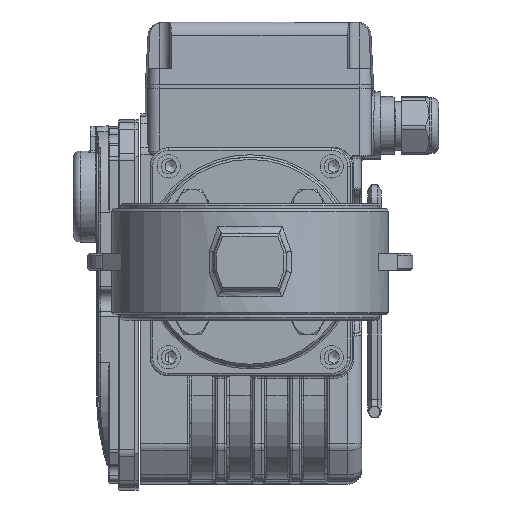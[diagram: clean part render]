
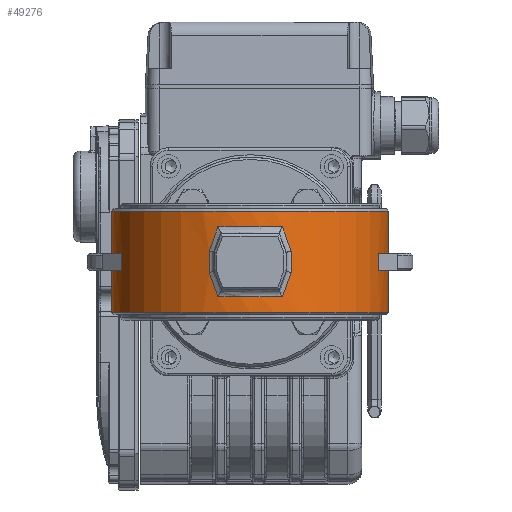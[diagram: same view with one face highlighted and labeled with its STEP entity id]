
A CAD part, front view. The second image highlights one B-rep face of the part: STEP entity #49276.
In plain terms, the highlighted cylindrical face has radius 59.5 mm (diameter 119 mm), a partial arc.
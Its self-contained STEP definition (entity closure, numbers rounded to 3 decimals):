
#868=CIRCLE('',#52308,59.5);
#871=CIRCLE('',#52320,59.5);
#873=CIRCLE('',#52326,59.5);
#874=CIRCLE('',#52329,59.5);
#886=CIRCLE('',#52353,59.5);
#897=CIRCLE('',#52390,59.5);
#898=CIRCLE('',#52392,59.5);
#899=CIRCLE('',#52394,59.5);
#3004=ELLIPSE('',#52315,176.969,59.5);
#3006=ELLIPSE('',#52322,176.969,59.5);
#3008=ELLIPSE('',#52363,176.969,59.5);
#3010=ELLIPSE('',#52377,176.969,59.5);
#3128=CYLINDRICAL_SURFACE('',#52393,59.5);
#7594=ORIENTED_EDGE('',*,*,#20832,.F.);
#7595=ORIENTED_EDGE('',*,*,#20760,.F.);
#7596=ORIENTED_EDGE('',*,*,#20743,.T.);
#7597=ORIENTED_EDGE('',*,*,#20854,.F.);
#7598=ORIENTED_EDGE('',*,*,#20771,.T.);
#7599=ORIENTED_EDGE('',*,*,#20774,.F.);
#7600=ORIENTED_EDGE('',*,*,#20767,.T.);
#7601=ORIENTED_EDGE('',*,*,#20840,.F.);
#7602=ORIENTED_EDGE('',*,*,#20823,.F.);
#7603=ORIENTED_EDGE('',*,*,#20874,.T.);
#7604=ORIENTED_EDGE('',*,*,#20882,.T.);
#7605=ORIENTED_EDGE('',*,*,#20883,.T.);
#7606=ORIENTED_EDGE('',*,*,#20884,.F.);
#7607=ORIENTED_EDGE('',*,*,#20870,.T.);
#7608=ORIENTED_EDGE('',*,*,#20878,.T.);
#7609=ORIENTED_EDGE('',*,*,#20876,.F.);
#7610=ORIENTED_EDGE('',*,*,#20785,.F.);
#7611=ORIENTED_EDGE('',*,*,#20834,.F.);
#7612=ORIENTED_EDGE('',*,*,#20778,.T.);
#7613=ORIENTED_EDGE('',*,*,#20875,.F.);
#20743=EDGE_CURVE('',#27546,#27545,#868,.T.);
#20760=EDGE_CURVE('',#27546,#27557,#3004,.T.);
#20767=EDGE_CURVE('',#27561,#27560,#871,.T.);
#20771=EDGE_CURVE('',#27565,#27564,#32141,.T.);
#20774=EDGE_CURVE('',#27561,#27564,#3006,.T.);
#20778=EDGE_CURVE('',#27570,#27568,#873,.T.);
#20785=EDGE_CURVE('',#27575,#27576,#874,.T.);
#20823=EDGE_CURVE('',#27600,#27602,#886,.T.);
#20832=EDGE_CURVE('',#27557,#27607,#32169,.T.);
#20834=EDGE_CURVE('',#27570,#27575,#32171,.T.);
#20840=EDGE_CURVE('',#27607,#27560,#3008,.T.);
#20854=EDGE_CURVE('',#27565,#27545,#3010,.T.);
#20870=EDGE_CURVE('',#27623,#27622,#32192,.T.);
#20874=EDGE_CURVE('',#27600,#27626,#32196,.T.);
#20875=EDGE_CURVE('',#27602,#27568,#32197,.T.);
#20876=EDGE_CURVE('',#27576,#27627,#32198,.T.);
#20878=EDGE_CURVE('',#27622,#27627,#897,.T.);
#20882=EDGE_CURVE('',#27626,#27630,#898,.T.);
#20883=EDGE_CURVE('',#27630,#27631,#32203,.T.);
#20884=EDGE_CURVE('',#27623,#27631,#899,.T.);
#27545=VERTEX_POINT('',#74628);
#27546=VERTEX_POINT('',#74630);
#27557=VERTEX_POINT('',#74745);
#27560=VERTEX_POINT('',#74850);
#27561=VERTEX_POINT('',#74852);
#27564=VERTEX_POINT('',#74956);
#27565=VERTEX_POINT('',#74958);
#27568=VERTEX_POINT('',#75032);
#27570=VERTEX_POINT('',#75035);
#27575=VERTEX_POINT('',#75049);
#27576=VERTEX_POINT('',#75050);
#27600=VERTEX_POINT('',#75169);
#27602=VERTEX_POINT('',#75172);
#27607=VERTEX_POINT('',#75232);
#27622=VERTEX_POINT('',#75369);
#27623=VERTEX_POINT('',#75371);
#27626=VERTEX_POINT('',#75377);
#27627=VERTEX_POINT('',#75382);
#27630=VERTEX_POINT('',#75392);
#27631=VERTEX_POINT('',#75396);
#32141=LINE('',#74957,#35983);
#32169=LINE('',#75234,#36011);
#32171=LINE('',#75237,#36013);
#32192=LINE('',#75370,#36034);
#32196=LINE('',#75378,#36038);
#32197=LINE('',#75380,#36039);
#32198=LINE('',#75381,#36040);
#32203=LINE('',#75395,#36045);
#35983=VECTOR('',#57891,1000.);
#36011=VECTOR('',#57991,1000.);
#36013=VECTOR('',#57995,1000.);
#36034=VECTOR('',#58074,1000.);
#36038=VECTOR('',#58078,1000.);
#36039=VECTOR('',#58081,1000.);
#36040=VECTOR('',#58082,1000.);
#36045=VECTOR('',#58097,1000.);
#39791=EDGE_LOOP('',(#7594,#7595,#7596,#7597,#7598,#7599,#7600,#7601));
#39792=EDGE_LOOP('',(#7602,#7603,#7604,#7605,#7606,#7607,#7608,#7609,#7610,
#7611,#7612,#7613));
#43148=FACE_BOUND('',#39791,.T.);
#43149=FACE_BOUND('',#39792,.T.);
#49276=ADVANCED_FACE('',(#43148,#43149),#3128,.T.);
#52308=AXIS2_PLACEMENT_3D('',#74629,#57850,#57851);
#52315=AXIS2_PLACEMENT_3D('',#74744,#57875,#57876);
#52320=AXIS2_PLACEMENT_3D('',#74851,#57887,#57888);
#52322=AXIS2_PLACEMENT_3D('',#75026,#57893,#57894);
#52326=AXIS2_PLACEMENT_3D('',#75034,#57902,#57903);
#52329=AXIS2_PLACEMENT_3D('',#75048,#57914,#57915);
#52353=AXIS2_PLACEMENT_3D('',#75171,#57977,#57978);
#52363=AXIS2_PLACEMENT_3D('',#75270,#58007,#58008);
#52377=AXIS2_PLACEMENT_3D('',#75323,#58045,#58046);
#52390=AXIS2_PLACEMENT_3D('',#75385,#58086,#58087);
#52392=AXIS2_PLACEMENT_3D('',#75393,#58093,#58094);
#52393=AXIS2_PLACEMENT_3D('',#75394,#58095,#58096);
#52394=AXIS2_PLACEMENT_3D('',#75397,#58098,#58099);
#57850=DIRECTION('',(0.,0.,1.));
#57851=DIRECTION('',(1.,0.,0.));
#57875=DIRECTION('',(0.942,0.,-0.336));
#57876=DIRECTION('',(-0.336,0.,-0.942));
#57887=DIRECTION('',(0.,0.,-1.));
#57888=DIRECTION('',(-1.,0.,0.));
#57891=DIRECTION('',(0.,0.,-1.));
#57893=DIRECTION('',(-0.942,0.,0.336));
#57894=DIRECTION('',(-0.336,0.,-0.942));
#57902=DIRECTION('',(0.,0.,1.));
#57903=DIRECTION('',(-1.,0.,0.));
#57914=DIRECTION('',(0.,0.,1.));
#57915=DIRECTION('',(-1.,0.,0.));
#57977=DIRECTION('',(0.,0.,1.));
#57978=DIRECTION('',(1.,0.,0.));
#57991=DIRECTION('',(0.,0.,-1.));
#57995=DIRECTION('',(0.,0.,-1.));
#58007=DIRECTION('',(0.942,0.,0.336));
#58008=DIRECTION('',(0.336,0.,-0.942));
#58045=DIRECTION('',(-0.942,0.,-0.336));
#58046=DIRECTION('',(0.336,0.,-0.942));
#58074=DIRECTION('',(0.,0.,-1.));
#58078=DIRECTION('',(0.,0.,-1.));
#58081=DIRECTION('',(0.,0.,-1.));
#58082=DIRECTION('',(0.,0.,-1.));
#58086=DIRECTION('',(0.,0.,1.));
#58087=DIRECTION('',(1.,0.,0.));
#58093=DIRECTION('',(0.,0.,1.));
#58094=DIRECTION('',(1.,0.,0.));
#58095=DIRECTION('',(0.,0.,1.));
#58096=DIRECTION('',(-1.,0.,0.));
#58097=DIRECTION('',(0.,0.,-1.));
#58098=DIRECTION('',(0.,0.,1.));
#58099=DIRECTION('',(1.,0.,0.));
#74628=CARTESIAN_POINT('',(13.879,-57.859,15.));
#74629=CARTESIAN_POINT('',(0.,0.,15.));
#74630=CARTESIAN_POINT('',(-13.879,-57.859,15.));
#74744=CARTESIAN_POINT('',(0.,0.,53.877));
#74745=CARTESIAN_POINT('',(-17.612,-56.834,4.544));
#74850=CARTESIAN_POINT('',(-13.879,-57.859,-15.));
#74851=CARTESIAN_POINT('',(0.,0.,-15.));
#74852=CARTESIAN_POINT('',(13.879,-57.859,-15.));
#74956=CARTESIAN_POINT('',(17.612,-56.834,-4.544));
#74957=CARTESIAN_POINT('',(17.612,-56.834,22.8));
#74958=CARTESIAN_POINT('',(17.612,-56.834,4.544));
#75026=CARTESIAN_POINT('',(0.,0.,-53.877));
#75032=CARTESIAN_POINT('',(59.5,-0.1,3.75));
#75034=CARTESIAN_POINT('',(0.,0.,3.75));
#75035=CARTESIAN_POINT('',(55.082,-22.5,3.75));
#75048=CARTESIAN_POINT('',(0.,0.,-3.75));
#75049=CARTESIAN_POINT('',(55.082,-22.5,-3.75));
#75050=CARTESIAN_POINT('',(59.5,-0.1,-3.75));
#75169=CARTESIAN_POINT('',(-59.5,-0.1,21.8));
#75171=CARTESIAN_POINT('',(0.,0.,21.8));
#75172=CARTESIAN_POINT('',(59.5,-0.1,21.8));
#75232=CARTESIAN_POINT('',(-17.612,-56.834,-4.544));
#75234=CARTESIAN_POINT('',(-17.612,-56.834,22.8));
#75237=CARTESIAN_POINT('',(55.082,-22.5,3.75));
#75270=CARTESIAN_POINT('',(0.,0.,-53.877));
#75323=CARTESIAN_POINT('',(0.,0.,53.877));
#75369=CARTESIAN_POINT('',(-59.5,-0.1,-21.8));
#75370=CARTESIAN_POINT('',(-59.5,-0.1,22.8));
#75371=CARTESIAN_POINT('',(-59.5,-0.1,-3.75));
#75377=CARTESIAN_POINT('',(-59.5,-0.1,3.75));
#75378=CARTESIAN_POINT('',(-59.5,-0.1,22.8));
#75380=CARTESIAN_POINT('',(59.5,-0.1,22.8));
#75381=CARTESIAN_POINT('',(59.5,-0.1,22.8));
#75382=CARTESIAN_POINT('',(59.5,-0.1,-21.8));
#75385=CARTESIAN_POINT('',(0.,0.,-21.8));
#75392=CARTESIAN_POINT('',(-55.082,-22.5,3.75));
#75393=CARTESIAN_POINT('',(0.,0.,3.75));
#75394=CARTESIAN_POINT('',(0.,0.,22.8));
#75395=CARTESIAN_POINT('',(-55.082,-22.5,3.75));
#75396=CARTESIAN_POINT('',(-55.082,-22.5,-3.75));
#75397=CARTESIAN_POINT('',(0.,0.,-3.75));
